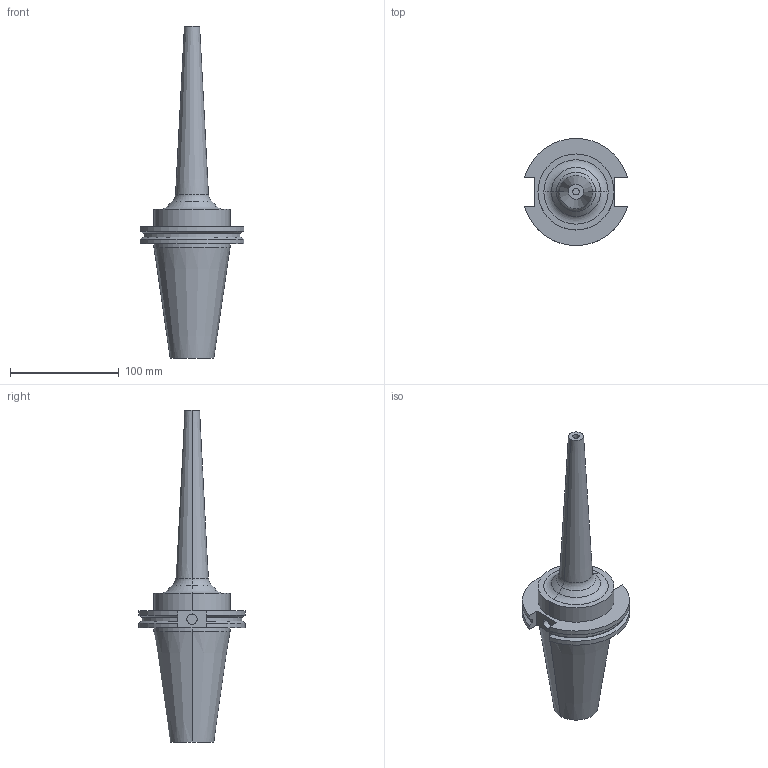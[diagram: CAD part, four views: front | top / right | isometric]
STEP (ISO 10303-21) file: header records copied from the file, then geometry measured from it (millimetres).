
FILE_DESCRIPTION (( 'STEP AP203' ), '1' );
FILE_NAME ('STP-5032-648-006-203-1(23676-8).STEP', '2022-05-18T00:56:10', ( '' ), ( '' ), 'SwSTEP 2.0', 'SolidWorks 2017', '' );
FILE_SCHEMA (( 'CONFIG_CONTROL_DESIGN' ));
Length unit declared in the file: millimetre
Products named in the file (1): STP-5032-648-006-203-1(23676-8)
Bounding box: 94.95 x 98.05 x 304.8 mm (x, y, z)
Volume: 470997.8 mm3; surface area: 56815 mm2
Topology: 1 solids, 1 shells, 61 faces, 140 edges, 87 vertices
Faces by surface type: cylinder 22, plane 19, cone 16, torus 4
Entity records: 1803 total; most frequent: DIRECTION 320, CARTESIAN_POINT 311, ORIENTED_EDGE 276, EDGE_CURVE 138, AXIS2_PLACEMENT_3D 128, VERTEX_POINT 87, EDGE_LOOP 69, CIRCLE 66
